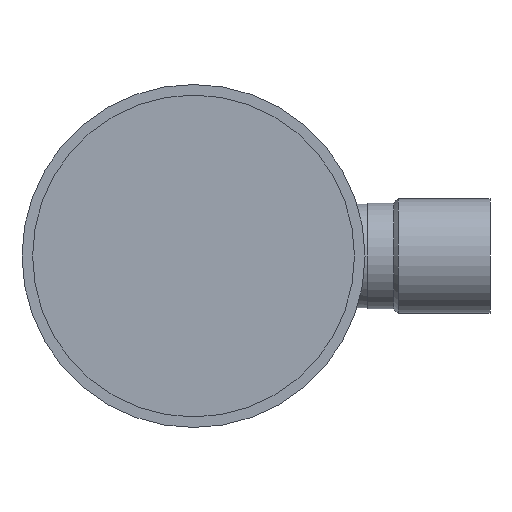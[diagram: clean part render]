
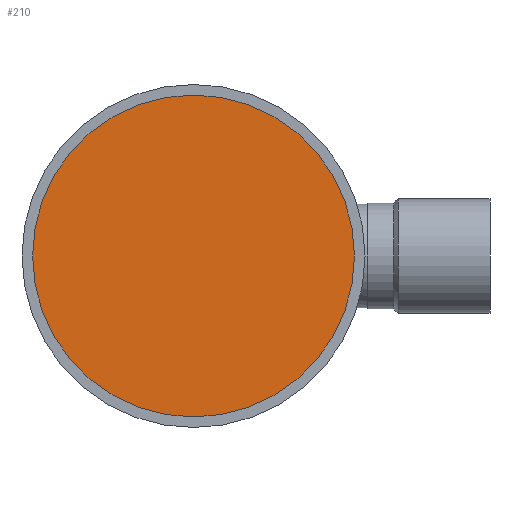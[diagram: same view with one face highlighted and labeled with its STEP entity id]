
A CAD part, front view. The second image highlights one B-rep face of the part: STEP entity #210.
In plain terms, the highlighted planar face has unit normal (0, -1, 0).
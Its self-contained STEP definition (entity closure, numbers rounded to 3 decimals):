
#52=ORIENTED_EDGE('',*,*,#80,.F.);
#80=EDGE_CURVE('',#98,#98,#115,.T.);
#98=VERTEX_POINT('',#602);
#115=CIRCLE('',#252,38.);
#141=EDGE_LOOP('',(#52));
#177=FACE_BOUND('',#141,.T.);
#197=PLANE('',#253);
#210=ADVANCED_FACE('',(#177),#197,.F.);
#252=AXIS2_PLACEMENT_3D('',#601,#309,#310);
#253=AXIS2_PLACEMENT_3D('',#603,#311,#312);
#309=DIRECTION('',(0.,1.,0.));
#310=DIRECTION('',(1.,0.,0.));
#311=DIRECTION('',(0.,1.,0.));
#312=DIRECTION('',(0.,0.,1.));
#601=CARTESIAN_POINT('',(0.,-59.2,0.));
#602=CARTESIAN_POINT('',(38.,-59.2,0.));
#603=CARTESIAN_POINT('',(0.,-59.2,0.));
